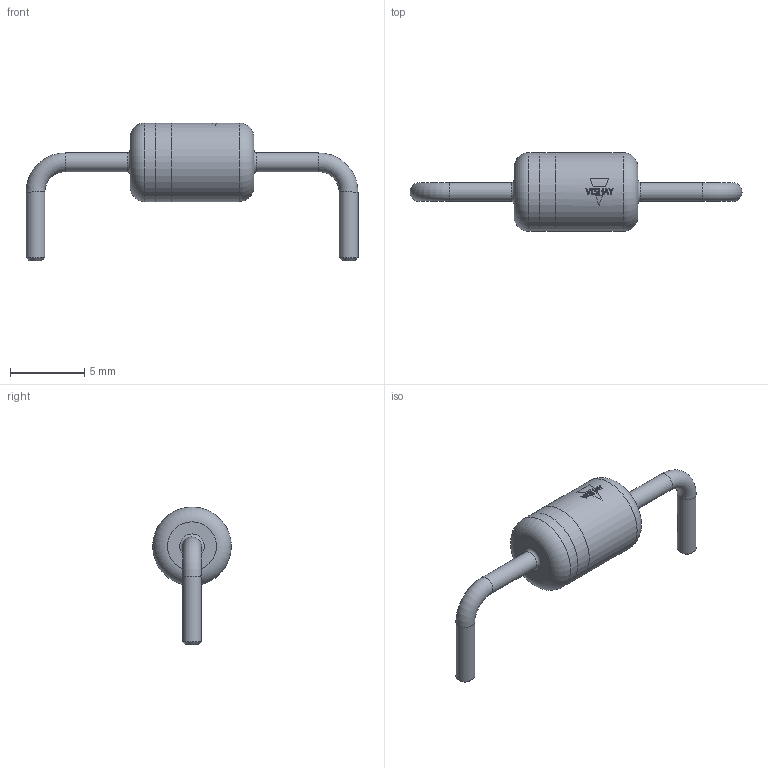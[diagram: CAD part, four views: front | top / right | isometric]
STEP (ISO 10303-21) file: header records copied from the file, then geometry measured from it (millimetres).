
FILE_DESCRIPTION(/* description */ (''),/* implementation_level */ '2;1');
FILE_NAME(/* name */ '1.stp',/* time_stamp */ '2019-12-04T10:13:46+02:00',/* author */ ('Karem'),/* organization */ (''),/* preprocessor_version */ 'ST-DEVELOPER v15.6',/* originating_system */ 'Autodesk Inventor 2015',/* authorisation */ '');
FILE_SCHEMA (('AUTOMOTIVE_DESIGN { 1 0 10303 214 3 1 1 }'));
Length unit declared in the file: millimetre
Products named in the file (5): 1; 2; 3; 4
Bounding box: 22.39 x 5.3 x 9.3 mm (x, y, z)
Volume: 208.4 mm3; surface area: 444.3 mm2
Topology: 13 solids, 13 shells, 208 faces, 530 edges, 351 vertices
Faces by surface type: plane 150, bspline 32, cylinder 18, torus 6, cone 2
Full cylindrical faces by diameter (mm): 1.27 x4, 5.3 x3
Entity records: 6445 total; most frequent: CARTESIAN_POINT 1661, ORIENTED_EDGE 976, DIRECTION 878, EDGE_CURVE 488, LINE 336, VECTOR 336, VERTEX_POINT 332, AXIS2_PLACEMENT_3D 271
